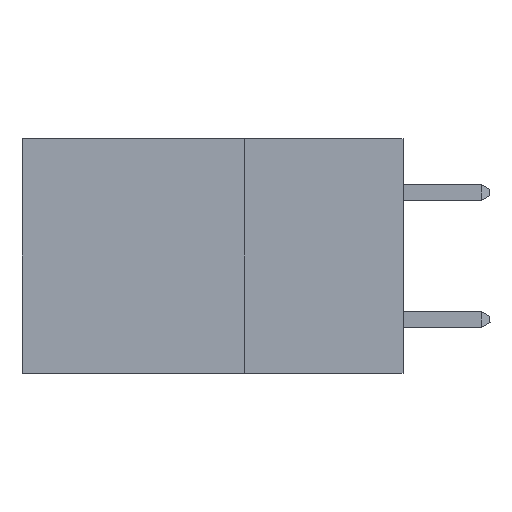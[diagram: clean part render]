
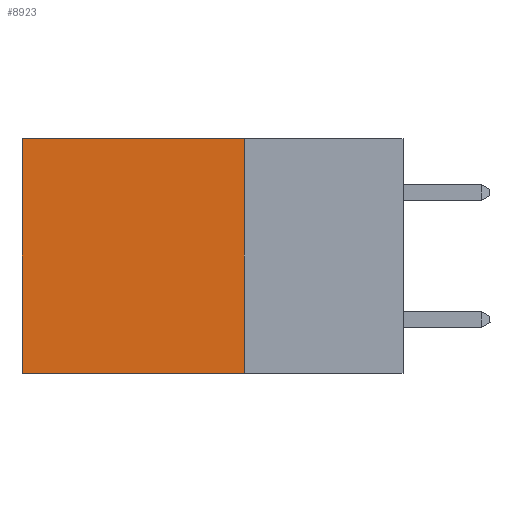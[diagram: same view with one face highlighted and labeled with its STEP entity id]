
A CAD part, left-side view. The second image highlights one B-rep face of the part: STEP entity #8923.
In plain terms, the highlighted planar face has unit normal (-1, 0, 0).
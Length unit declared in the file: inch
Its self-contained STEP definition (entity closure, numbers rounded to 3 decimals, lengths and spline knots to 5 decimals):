
#727 = VECTOR ( 'NONE', #3562, 39.37008 ) ;
#1129 = ORIENTED_EDGE ( 'NONE', *, *, #11406, .F. ) ;
#1814 = CARTESIAN_POINT ( 'NONE',  ( 0.2875, 0.25, 0. ) ) ;
#3427 = LINE ( 'NONE', #19285, #16457 ) ;
#3454 = CARTESIAN_POINT ( 'NONE',  ( 0.2875, 0.6, -0.37 ) ) ;
#3494 = EDGE_LOOP ( 'NONE', ( #20182, #8059, #1129, #22870 ) ) ;
#3562 = DIRECTION ( 'NONE',  ( 0., 0., -1. ) ) ;
#4397 = CARTESIAN_POINT ( 'NONE',  ( 0.2875, 0.25, -0.37 ) ) ;
#4507 = LINE ( 'NONE', #18738, #5887 ) ;
#5887 = VECTOR ( 'NONE', #15223, 39.37008 ) ;
#7369 = CARTESIAN_POINT ( 'NONE',  ( 0.2875, 0.25, 0. ) ) ;
#7776 = DIRECTION ( 'NONE',  ( 0., 1., 0. ) ) ;
#8059 = ORIENTED_EDGE ( 'NONE', *, *, #16598, .F. ) ;
#8651 = PLANE ( 'NONE',  #16654 ) ;
#8923 = ADVANCED_FACE ( 'NONE', ( #16223 ), #8651, .F. ) ;
#9189 = EDGE_CURVE ( 'NONE', #22107, #14611, #4507, .T. ) ;
#9238 = VERTEX_POINT ( 'NONE', #18965 ) ;
#10415 = DIRECTION ( 'NONE',  ( 0., 1., 0. ) ) ;
#11406 = EDGE_CURVE ( 'NONE', #22961, #9238, #16150, .T. ) ;
#12391 = VECTOR ( 'NONE', #7776, 39.37008 ) ;
#14611 = VERTEX_POINT ( 'NONE', #3454 ) ;
#15223 = DIRECTION ( 'NONE',  ( 0., 0., -1. ) ) ;
#16150 = LINE ( 'NONE', #1814, #727 ) ;
#16223 = FACE_OUTER_BOUND ( 'NONE', #3494, .T. ) ;
#16457 = VECTOR ( 'NONE', #10415, 39.37008 ) ;
#16598 = EDGE_CURVE ( 'NONE', #9238, #14611, #21881, .T. ) ;
#16654 = AXIS2_PLACEMENT_3D ( 'NONE', #7369, #19721, #21355 ) ;
#16843 = CARTESIAN_POINT ( 'NONE',  ( 0.2875, 0.25, 0. ) ) ;
#18738 = CARTESIAN_POINT ( 'NONE',  ( 0.2875, 0.6, 0. ) ) ;
#18965 = CARTESIAN_POINT ( 'NONE',  ( 0.2875, 0.25, -0.37 ) ) ;
#19285 = CARTESIAN_POINT ( 'NONE',  ( 0.2875, 0.25, 0. ) ) ;
#19721 = DIRECTION ( 'NONE',  ( 1., 0., 0. ) ) ;
#20052 = EDGE_CURVE ( 'NONE', #22961, #22107, #3427, .T. ) ;
#20182 = ORIENTED_EDGE ( 'NONE', *, *, #9189, .T. ) ;
#20405 = CARTESIAN_POINT ( 'NONE',  ( 0.2875, 0.6, 0. ) ) ;
#21355 = DIRECTION ( 'NONE',  ( 0., 0., -1. ) ) ;
#21881 = LINE ( 'NONE', #4397, #12391 ) ;
#22107 = VERTEX_POINT ( 'NONE', #20405 ) ;
#22870 = ORIENTED_EDGE ( 'NONE', *, *, #20052, .T. ) ;
#22961 = VERTEX_POINT ( 'NONE', #16843 ) ;
